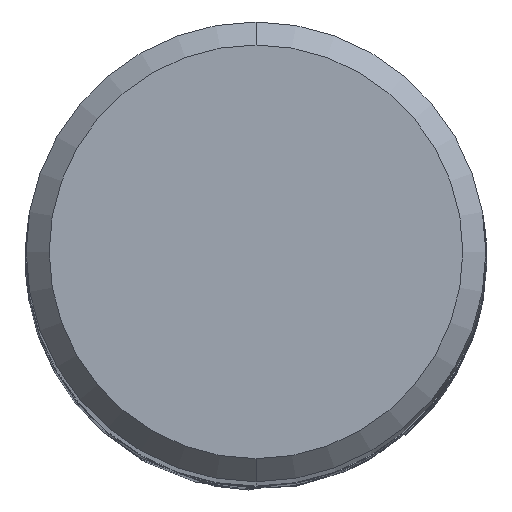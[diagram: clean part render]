
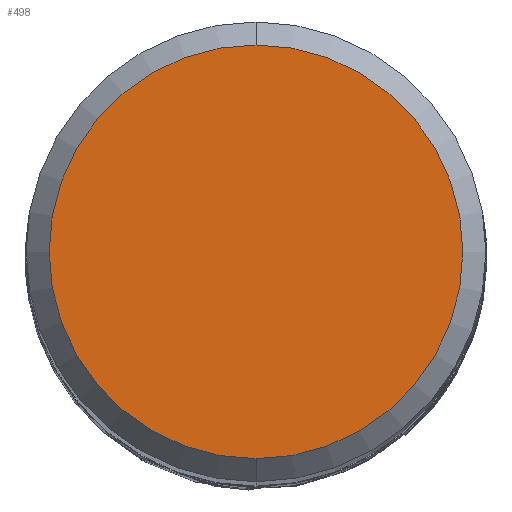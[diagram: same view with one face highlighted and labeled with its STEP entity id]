
A CAD part, top view. The second image highlights one B-rep face of the part: STEP entity #498.
In plain terms, the highlighted planar face has unit normal (0, 0, 1).
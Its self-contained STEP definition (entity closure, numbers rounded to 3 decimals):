
#318=EDGE_CURVE('',#592,#690,#876,.T.);
#498=ADVANCED_FACE('',(#1075),#1076,.T.);
#562=EDGE_CURVE('',#690,#592,#1145,.T.);
#592=VERTEX_POINT('',#1179);
#690=VERTEX_POINT('',#1282);
#876=CIRCLE('',#1507,3.6);
#1075=FACE_OUTER_BOUND('',#2046,.T.);
#1076=PLANE('',#2047);
#1145=CIRCLE('',#2790,3.6);
#1179=CARTESIAN_POINT('',(0.0,3.6,0.0));
#1282=CARTESIAN_POINT('',(0.,-3.6,0.0));
#1507=AXIS2_PLACEMENT_3D('',#5132,#5133,#5134);
#2046=EDGE_LOOP('',(#5346,#5347));
#2047=AXIS2_PLACEMENT_3D('',#5348,#5349,#5350);
#2790=AXIS2_PLACEMENT_3D('',#5434,#5435,#5436);
#5132=CARTESIAN_POINT('',(0.0,0.0,0.0));
#5133=DIRECTION('',(0.0,0.0,-1.0));
#5134=DIRECTION('',(0.0,1.0,0.0));
#5346=ORIENTED_EDGE('',*,*,#318,.F.);
#5347=ORIENTED_EDGE('',*,*,#562,.F.);
#5348=CARTESIAN_POINT('',(0.0,1.8,0.0));
#5349=DIRECTION('',(-0.0,0.0,1.0));
#5350=DIRECTION('',(0.0,-1.0,0.0));
#5434=CARTESIAN_POINT('',(0.0,0.0,0.0));
#5435=DIRECTION('',(0.0,0.0,-1.0));
#5436=DIRECTION('',(0.0,1.0,0.0));
